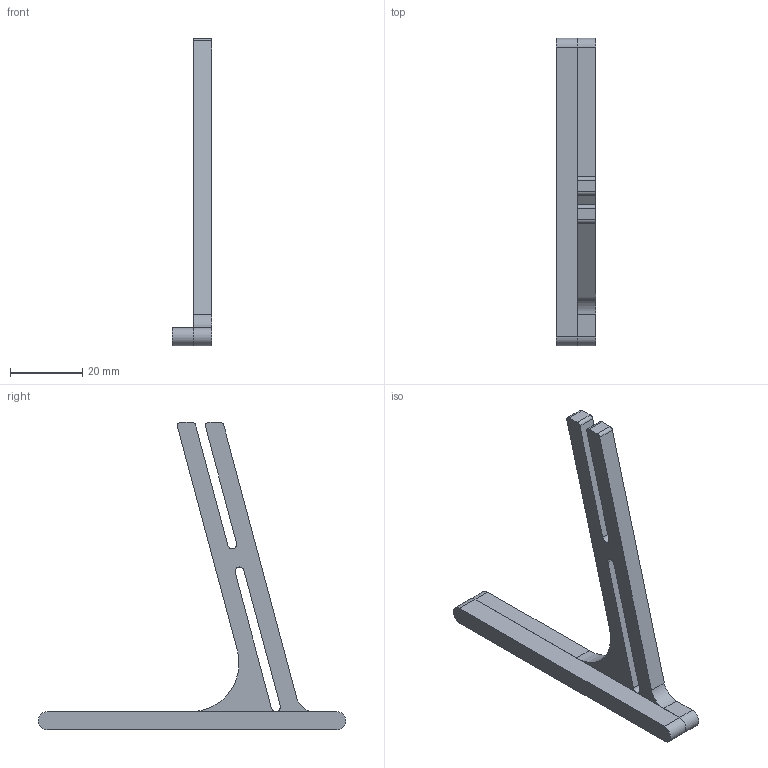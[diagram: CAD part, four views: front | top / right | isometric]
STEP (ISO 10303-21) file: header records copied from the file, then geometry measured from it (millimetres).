
FILE_DESCRIPTION(/* description */ (''),/* implementation_level */ '2;1');
FILE_NAME(/* name */ 'LCA 2021 Badge Stand v3.step',/* time_stamp */ '2021-01-23T10:10:21+10:00',/* author */ (''),/* organization */ (''),/* preprocessor_version */ 'ST-DEVELOPER v18.1',/* originating_system */ 'Autodesk Translation Framework v9.7.0.1280',/* authorisation */ '');
FILE_SCHEMA (('AUTOMOTIVE_DESIGN { 1 0 10303 214 3 1 1 }'));
Length unit declared in the file: millimetre
Products named in the file (2): LCA_Badge_Stand; Component1
Assembly tree (1 placements, depth 2):
  LCA_Badge_Stand
    Component1
Bounding box: 11 x 85 x 85 mm (x, y, z)
Volume: 9186.5 mm3; surface area: 6984.2 mm2
Topology: 2 solids, 2 shells, 30 faces, 78 edges, 52 vertices
Faces by surface type: plane 17, cylinder 13
Entity records: 984 total; most frequent: DIRECTION 170, CARTESIAN_POINT 163, ORIENTED_EDGE 156, EDGE_CURVE 78, AXIS2_PLACEMENT_3D 59, LINE 52, VECTOR 52, VERTEX_POINT 52
